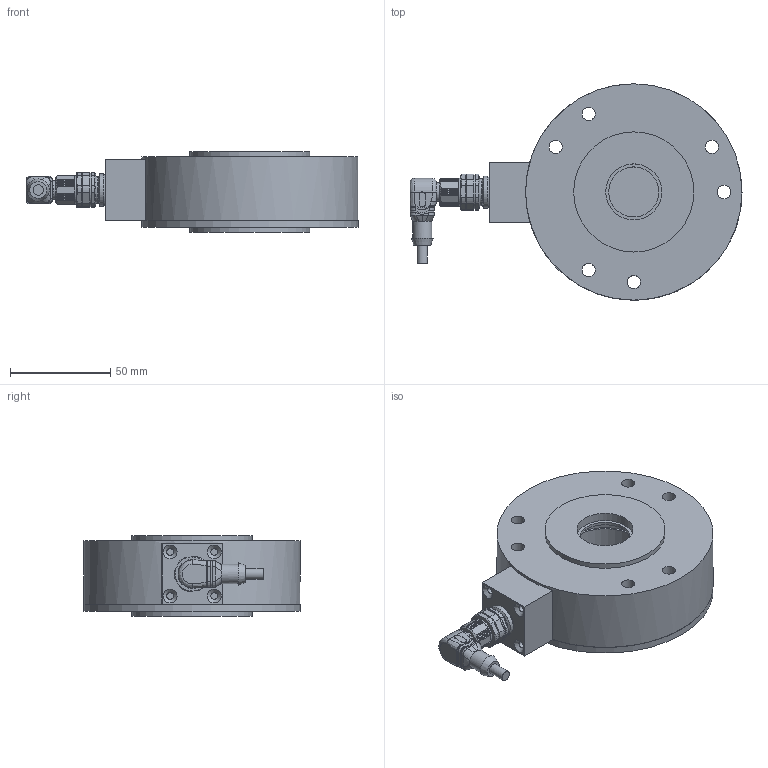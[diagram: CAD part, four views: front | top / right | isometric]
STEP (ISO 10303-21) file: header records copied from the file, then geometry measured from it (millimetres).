
FILE_DESCRIPTION (( 'STEP AP214' ), '1' );
FILE_NAME ('a_BZA1-17-100N...1000N-S2 STEP.STEP', '2024-09-25T10:44:40', ( '' ), ( '' ), 'SwSTEP 2.0', 'SolidWorks 2023', '' );
FILE_SCHEMA (( 'AUTOMOTIVE_DESIGN' ));
Length unit declared in the file: millimetre
Products named in the file (1): a_BZA1-17-100N...1000N-S2 STEP
Bounding box: 165.7 x 108 x 40 mm (x, y, z)
Volume: 302014.2 mm3; surface area: 89549.1 mm2
Topology: 6 solids, 11 shells, 724 faces, 1899 edges, 1231 vertices
Faces by surface type: plane 384, cylinder 199, cone 75, bspline 63, torus 3
Full cylindrical faces by diameter (mm): 1 x8, 1.1 x4, 1.15 x4, 1.2 x1, 1.5 x4, 1.55 x8, 1.6 x8, 1.85 x4, 3.4 x4, 5.2 x1, 6.6 x12, 7.65 x1, 8.375 x1, 8.42 x1, 9.22 x1, 9.3 x1, 9.6 x1, 9.7 x1, 9.95 x1, 10.4 x1, 10.8 x1, 11 x1, 12 x1, 13.5 x2, 14 x1, 14.5 x1, 16 x1, 16.7 x1, 24 x1, 25 x1
Entity records: 24496 total; most frequent: CARTESIAN_POINT 7988, ORIENTED_EDGE 3386, DIRECTION 3141, EDGE_CURVE 1693, VERTEX_POINT 1163, AXIS2_PLACEMENT_3D 1141, EDGE_LOOP 952, LINE 859
